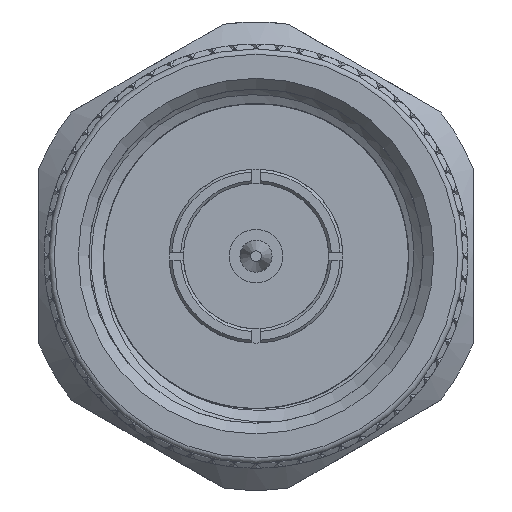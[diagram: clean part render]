
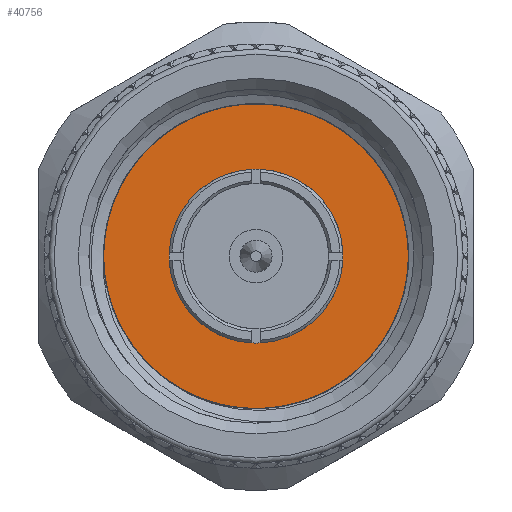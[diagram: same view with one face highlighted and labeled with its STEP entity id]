
A CAD part, left-side view. The second image highlights one B-rep face of the part: STEP entity #40756.
In plain terms, the highlighted planar face has unit normal (-1, 0, 0).
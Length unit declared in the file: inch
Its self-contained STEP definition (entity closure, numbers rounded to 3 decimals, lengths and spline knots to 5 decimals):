
#487 = CARTESIAN_POINT ( 'NONE',  ( 0.385, 0.04024, 0.30072 ) ) ;
#873 = CARTESIAN_POINT ( 'NONE',  ( 0.385, 0.13459, 0.26698 ) ) ;
#1079 = VERTEX_POINT ( 'NONE', #53018 ) ;
#1565 = CARTESIAN_POINT ( 'NONE',  ( 0.385, -0.20138, -0.22571 ) ) ;
#3294 = B_SPLINE_CURVE_WITH_KNOTS ( 'NONE', 3,
 ( #67163, #61634, #13835, #20170, #56862, #56084, #37944, #43098, #25705, #31620, #19786, #13062, #44262, #49032, #14608, #67568, #1565, #37164, #8279, #55711, #32395, #7099, #49814, #73847, #32776, #31232, #50578, #7494, #61246, #62021 ),
 .UNSPECIFIED., .F., .F.,
 ( 4, 2, 2, 2, 2, 2, 2, 2, 2, 2, 2, 2, 2, 2, 4 ),
 ( 0., 0.00112, 0.00224, 0.00336, 0.00449, 0.00673, 0.00897, 0.01009, 0.01122, 0.01234, 0.01346, 0.01458, 0.0157, 0.01682, 0.01795 ),
 .UNSPECIFIED. ) ;
#3600 = EDGE_CURVE ( 'NONE', #14790, #33714, #3294, .T. ) ;
#3684 = ORIENTED_EDGE ( 'NONE', *, *, #24356, .F. ) ;
#5555 = CARTESIAN_POINT ( 'NONE',  ( 0.385, 0.27255, -0.09269 ) ) ;
#6797 = CARTESIAN_POINT ( 'NONE',  ( 0.385, 0., 0.3042 ) ) ;
#7099 = CARTESIAN_POINT ( 'NONE',  ( 0.385, -0.27538, -0.13538 ) ) ;
#7494 = CARTESIAN_POINT ( 'NONE',  ( 0.385, -0.31168, -0.00919 ) ) ;
#7582 = CARTESIAN_POINT ( 'NONE',  ( 0.385, 0.09839, 0.28399 ) ) ;
#7697 = ORIENTED_EDGE ( 'NONE', *, *, #28155, .T. ) ;
#8279 = CARTESIAN_POINT ( 'NONE',  ( 0.385, -0.23327, -0.19508 ) ) ;
#8588 = PLANE ( 'NONE',  #27415 ) ;
#9185 = CARTESIAN_POINT ( 'NONE',  ( 0.385, 0., 0.3042 ) ) ;
#9313 = CIRCLE ( 'NONE', #54804, 0.1625 ) ;
#9810 = CARTESIAN_POINT ( 'NONE',  ( 0.385, 0., 0. ) ) ;
#10206 = DIRECTION ( 'NONE',  ( 0., 0., 1. ) ) ;
#12750 = CARTESIAN_POINT ( 'NONE',  ( 0.385, 0.28635, 0.02173 ) ) ;
#13062 = CARTESIAN_POINT ( 'NONE',  ( 0.385, -0.08497, -0.28614 ) ) ;
#13835 = CARTESIAN_POINT ( 'NONE',  ( 0.385, 0.16602, -0.23408 ) ) ;
#13922 = CARTESIAN_POINT ( 'NONE',  ( 0.385, 0.15185, 0.25664 ) ) ;
#14026 = CARTESIAN_POINT ( 'NONE',  ( 0.385, 0., 0.1625 ) ) ;
#14410 = VERTEX_POINT ( 'NONE', #14026 ) ;
#14608 = CARTESIAN_POINT ( 'NONE',  ( 0.385, -0.16567, -0.25111 ) ) ;
#14790 = VERTEX_POINT ( 'NONE', #38477 ) ;
#16492 = ORIENTED_EDGE ( 'NONE', *, *, #77294, .T. ) ;
#19090 = CARTESIAN_POINT ( 'NONE',  ( 0.385, 0.28526, 0.04175 ) ) ;
#19165 = AXIS2_PLACEMENT_3D ( 'NONE', #20047, #37040, #61504 ) ;
#19481 = CARTESIAN_POINT ( 'NONE',  ( 0.385, 0.22599, 0.18946 ) ) ;
#19786 = CARTESIAN_POINT ( 'NONE',  ( 0.385, -0.02648, -0.29501 ) ) ;
#20047 = CARTESIAN_POINT ( 'NONE',  ( 0.385, 0., 0. ) ) ;
#20170 = CARTESIAN_POINT ( 'NONE',  ( 0.385, 0.14181, -0.25086 ) ) ;
#22158 = CARTESIAN_POINT ( 'NONE',  ( 0.385, -0.31183, 0.02043 ) ) ;
#24356 = EDGE_CURVE ( 'NONE', #14410, #14410, #9313, .T. ) ;
#24635 = CARTESIAN_POINT ( 'NONE',  ( 0.385, 0.07946, 0.29067 ) ) ;
#25018 = CARTESIAN_POINT ( 'NONE',  ( 0.385, 0.18453, 0.23289 ) ) ;
#25405 = CARTESIAN_POINT ( 'NONE',  ( 0.385, 0.23795, 0.17286 ) ) ;
#25635 = DIRECTION ( 'NONE',  ( 0., 0., 1. ) ) ;
#25705 = CARTESIAN_POINT ( 'NONE',  ( 0.385, 0.04654, -0.28859 ) ) ;
#27153 = EDGE_LOOP ( 'NONE', ( #77092, #16492, #7697, #48729, #51676 ) ) ;
#27415 = AXIS2_PLACEMENT_3D ( 'NONE', #75304, #68639, #25635 ) ;
#28155 = EDGE_CURVE ( 'NONE', #1079, #14790, #67278, .T. ) ;
#28770 = VERTEX_POINT ( 'NONE', #43093 ) ;
#29368 = VECTOR ( 'NONE', #60892, 39.37008 ) ;
#30546 = CARTESIAN_POINT ( 'NONE',  ( 0.385, 0.02027, 0.30347 ) ) ;
#31232 = CARTESIAN_POINT ( 'NONE',  ( 0.385, -0.30565, -0.05292 ) ) ;
#31318 = CARTESIAN_POINT ( 'NONE',  ( 0.385, 0.27534, 0.09098 ) ) ;
#31542 = FACE_OUTER_BOUND ( 'NONE', #27153, .T. ) ;
#31620 = CARTESIAN_POINT ( 'NONE',  ( 0.385, 0.00284, -0.29512 ) ) ;
#31703 = CARTESIAN_POINT ( 'NONE',  ( 0.385, 0.11691, 0.2764 ) ) ;
#32395 = CARTESIAN_POINT ( 'NONE',  ( 0.385, -0.26026, -0.16044 ) ) ;
#32776 = CARTESIAN_POINT ( 'NONE',  ( 0.385, -0.29826, -0.08117 ) ) ;
#33714 = VERTEX_POINT ( 'NONE', #22158 ) ;
#37040 = DIRECTION ( 'NONE',  ( -1., 0., 0. ) ) ;
#37164 = CARTESIAN_POINT ( 'NONE',  ( 0.385, -0.22304, -0.2059 ) ) ;
#37944 = CARTESIAN_POINT ( 'NONE',  ( 0.385, 0.08897, -0.2766 ) ) ;
#38477 = CARTESIAN_POINT ( 'NONE',  ( 0.385, 0.1882, -0.2146 ) ) ;
#38541 = VERTEX_POINT ( 'NONE', #9185 ) ;
#39021 = FACE_BOUND ( 'NONE', #67255, .T. ) ;
#40756 = ADVANCED_FACE ( 'NONE', ( #39021, #31542 ), #8588, .T. ) ;
#41027 = DIRECTION ( 'NONE',  ( -1., 0., 0. ) ) ;
#41941 = CARTESIAN_POINT ( 'NONE',  ( 0.385, 0.28483, -0.01866 ) ) ;
#42785 = CARTESIAN_POINT ( 'NONE',  ( 0.385, 0.27796, 0.08117 ) ) ;
#43093 = CARTESIAN_POINT ( 'NONE',  ( 0.385, 0., 0.3125 ) ) ;
#43098 = CARTESIAN_POINT ( 'NONE',  ( 0.385, 0.06102, -0.28528 ) ) ;
#43184 = CARTESIAN_POINT ( 'NONE',  ( 0.385, 0.28639, 0.00159 ) ) ;
#43591 = CARTESIAN_POINT ( 'NONE',  ( 0.385, 0.06974, 0.29356 ) ) ;
#44262 = CARTESIAN_POINT ( 'NONE',  ( 0.385, -0.1129, -0.27754 ) ) ;
#47102 = CARTESIAN_POINT ( 'NONE',  ( 0.385, 0.23949, -0.15974 ) ) ;
#48729 = ORIENTED_EDGE ( 'NONE', *, *, #3600, .T. ) ;
#48734 = CARTESIAN_POINT ( 'NONE',  ( 0.385, 0.26599, 0.11982 ) ) ;
#49032 = CARTESIAN_POINT ( 'NONE',  ( 0.385, -0.15282, -0.25847 ) ) ;
#49120 = CARTESIAN_POINT ( 'NONE',  ( 0.385, 0.25787, 0.13811 ) ) ;
#49814 = CARTESIAN_POINT ( 'NONE',  ( 0.385, -0.28212, -0.12217 ) ) ;
#50578 = CARTESIAN_POINT ( 'NONE',  ( 0.385, -0.30835, -0.03853 ) ) ;
#51676 = ORIENTED_EDGE ( 'NONE', *, *, #55101, .T. ) ;
#53018 = CARTESIAN_POINT ( 'NONE',  ( 0.385, 0.28483, -0.01866 ) ) ;
#54804 = AXIS2_PLACEMENT_3D ( 'NONE', #9810, #41027, #10206 ) ;
#54954 = CARTESIAN_POINT ( 'NONE',  ( 0.385, 0.1882, -0.2146 ) ) ;
#55101 = EDGE_CURVE ( 'NONE', #33714, #28770, #65762, .T. ) ;
#55368 = LINE ( 'NONE', #66049, #29368 ) ;
#55711 = CARTESIAN_POINT ( 'NONE',  ( 0.385, -0.25185, -0.17238 ) ) ;
#55794 = CARTESIAN_POINT ( 'NONE',  ( 0.385, 0.16031, 0.25097 ) ) ;
#56084 = CARTESIAN_POINT ( 'NONE',  ( 0.385, 0.10256, -0.27122 ) ) ;
#56680 = B_SPLINE_CURVE_WITH_KNOTS ( 'NONE', 3,
 ( #6797, #30546, #487, #43591, #24635, #7582, #31703, #873, #13922, #55794, #25018, #73550, #19481, #25405, #49120, #48734, #31318, #42785, #66865, #19090, #12750, #43184, #67249, #61330 ),
 .UNSPECIFIED., .F., .F.,
 ( 4, 2, 2, 1, 2, 2, 2, 2, 2, 2, 1, 2, 4 ),
 ( 0., 0.00154, 0.0023, 0.00307, 0.00384, 0.00461, 0.00614, 0.00768, 0.00922, 0.00998, 0.01075, 0.01152, 0.01229 ),
 .UNSPECIFIED. ) ;
#56862 = CARTESIAN_POINT ( 'NONE',  ( 0.385, 0.12895, -0.25838 ) ) ;
#60861 = CARTESIAN_POINT ( 'NONE',  ( 0.385, 0.21633, -0.18994 ) ) ;
#60892 = DIRECTION ( 'NONE',  ( 0., 0., 1. ) ) ;
#61246 = CARTESIAN_POINT ( 'NONE',  ( 0.385, -0.31227, 0.00563 ) ) ;
#61330 = CARTESIAN_POINT ( 'NONE',  ( 0.385, 0.28483, -0.01866 ) ) ;
#61504 = DIRECTION ( 'NONE',  ( 0., 0., 1. ) ) ;
#61634 = CARTESIAN_POINT ( 'NONE',  ( 0.385, 0.17745, -0.2248 ) ) ;
#62021 = CARTESIAN_POINT ( 'NONE',  ( 0.385, -0.31183, 0.02043 ) ) ;
#65762 = CIRCLE ( 'NONE', #19165, 0.3125 ) ;
#66049 = CARTESIAN_POINT ( 'NONE',  ( 0.385, 0., 0. ) ) ;
#66865 = CARTESIAN_POINT ( 'NONE',  ( 0.385, 0.28213, 0.06152 ) ) ;
#67163 = CARTESIAN_POINT ( 'NONE',  ( 0.385, 0.1882, -0.2146 ) ) ;
#67249 = CARTESIAN_POINT ( 'NONE',  ( 0.385, 0.28588, -0.00857 ) ) ;
#67255 = EDGE_LOOP ( 'NONE', ( #3684 ) ) ;
#67278 = B_SPLINE_CURVE_WITH_KNOTS ( 'NONE', 3,
 ( #41941, #71928, #5555, #47102, #60861, #54954 ),
 .UNSPECIFIED., .F., .F.,
 ( 4, 2, 4 ),
 ( 0., 0.00285, 0.0057 ),
 .UNSPECIFIED. ) ;
#67568 = CARTESIAN_POINT ( 'NONE',  ( 0.385, -0.18991, -0.23475 ) ) ;
#68639 = DIRECTION ( 'NONE',  ( -1., 0., 0. ) ) ;
#71928 = CARTESIAN_POINT ( 'NONE',  ( 0.385, 0.28238, -0.05599 ) ) ;
#73550 = CARTESIAN_POINT ( 'NONE',  ( 0.385, 0.19929, 0.21939 ) ) ;
#73847 = CARTESIAN_POINT ( 'NONE',  ( 0.385, -0.29356, -0.09502 ) ) ;
#75304 = CARTESIAN_POINT ( 'NONE',  ( 0.385, 0., 0. ) ) ;
#75979 = EDGE_CURVE ( 'NONE', #38541, #28770, #55368, .T. ) ;
#77092 = ORIENTED_EDGE ( 'NONE', *, *, #75979, .F. ) ;
#77294 = EDGE_CURVE ( 'NONE', #38541, #1079, #56680, .T. ) ;
